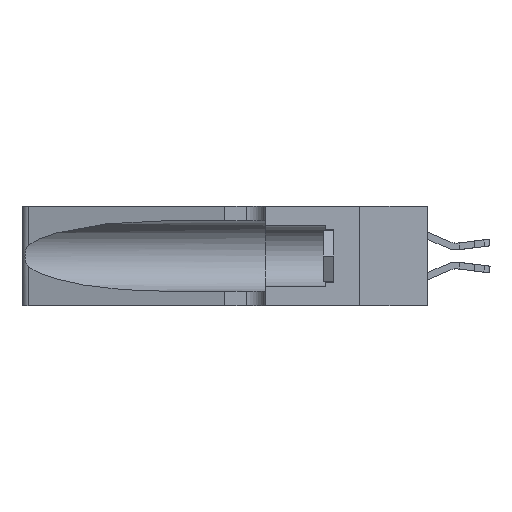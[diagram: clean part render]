
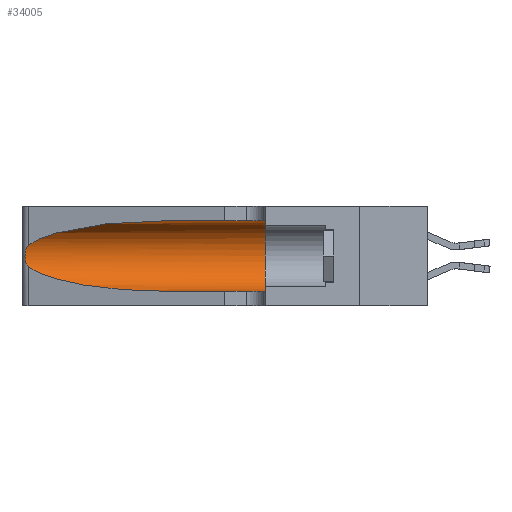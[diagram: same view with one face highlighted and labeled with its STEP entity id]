
A CAD part, left-side view. The second image highlights one B-rep face of the part: STEP entity #34005.
In plain terms, the highlighted cylindrical face has radius 3.308 mm (diameter 6.617 mm), a partial arc.
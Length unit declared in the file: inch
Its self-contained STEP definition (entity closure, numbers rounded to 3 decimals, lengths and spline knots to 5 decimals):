
#146 = DIRECTION ( 'NONE',  ( 0., 1., 0. ) ) ;
#1592 = EDGE_LOOP ( 'NONE', ( #29565, #31858, #23529, #21082, #15415, #15231 ) ) ;
#2114 = CARTESIAN_POINT ( 'NONE',  ( 0.26075, 1.23896, 0.19203 ) ) ;
#3283 = VECTOR ( 'NONE', #23840, 39.37008 ) ;
#4566 = CARTESIAN_POINT ( 'NONE',  ( 0.1305, 0.35, 0.31525 ) ) ;
#4755 = CARTESIAN_POINT ( 'NONE',  ( 0.25856, 1.23593, 0.16098 ) ) ;
#4868 = CARTESIAN_POINT ( 'NONE',  ( 0.25639, 1.23184, 0.21858 ) ) ;
#4987 = CARTESIAN_POINT ( 'NONE',  ( 0.25854, 1.2359, 0.20912 ) ) ;
#5291 = VERTEX_POINT ( 'NONE', #6164 ) ;
#5563 = AXIS2_PLACEMENT_3D ( 'NONE', #24944, #146, #24092 ) ;
#6164 = CARTESIAN_POINT ( 'NONE',  ( 0.1305, 0.35, 0.05475 ) ) ;
#7379 =( BOUNDED_CURVE ( )  B_SPLINE_CURVE ( 3, ( #28695, #12881, #31361, #15515 ),
 .UNSPECIFIED., .F., .F. ) 
 B_SPLINE_CURVE_WITH_KNOTS ( ( 4, 4 ),
 ( 3.44316, 4.71239 ),
 .UNSPECIFIED. ) 
 CURVE ( )  GEOMETRIC_REPRESENTATION_ITEM ( )  RATIONAL_B_SPLINE_CURVE ( ( 1., 0.87, 0.87, 1. ) ) 
 REPRESENTATION_ITEM ( '' )  );
#7645 = CARTESIAN_POINT ( 'NONE',  ( 0.26017, 1.23833, 0.17102 ) ) ;
#8661 = DIRECTION ( 'NONE',  ( 0., 0., -1. ) ) ;
#10058 = CYLINDRICAL_SURFACE ( 'NONE', #13890, 0.13025 ) ;
#10283 = CARTESIAN_POINT ( 'NONE',  ( 0.26018, 1.23835, 0.19895 ) ) ;
#10669 = CARTESIAN_POINT ( 'NONE',  ( 0.25487, 1.22718, 0.14631 ) ) ;
#11316 = EDGE_CURVE ( 'NONE', #18697, #17861, #24686, .T. ) ;
#11405 = CARTESIAN_POINT ( 'NONE',  ( 0.1305, 1.61858, 0.31525 ) ) ;
#11421 = EDGE_CURVE ( 'NONE', #15638, #5291, #29839, .T. ) ;
#12059 = VECTOR ( 'NONE', #25041, 39.37008 ) ;
#12696 = EDGE_CURVE ( 'NONE', #17861, #18458, #7379, .T. ) ;
#12881 = CARTESIAN_POINT ( 'NONE',  ( 0.2373, 1.15595, 0.08982 ) ) ;
#12946 = CARTESIAN_POINT ( 'NONE',  ( 0.25555, 1.22993, 0.14849 ) ) ;
#13890 = AXIS2_PLACEMENT_3D ( 'NONE', #29990, #21956, #8661 ) ;
#13946 = CARTESIAN_POINT ( 'NONE',  ( 0.18966, 0.96281, 0.31525 ) ) ;
#14650 = CARTESIAN_POINT ( 'NONE',  ( 0.2373, 1.15595, 0.28018 ) ) ;
#15231 = ORIENTED_EDGE ( 'NONE', *, *, #22699, .F. ) ;
#15253 = CARTESIAN_POINT ( 'NONE',  ( 0.25787, 1.23484, 0.2124 ) ) ;
#15278 = LINE ( 'NONE', #34156, #3283 ) ;
#15415 = ORIENTED_EDGE ( 'NONE', *, *, #11421, .F. ) ;
#15515 = CARTESIAN_POINT ( 'NONE',  ( 0.1305, 0.72297, 0.05475 ) ) ;
#15638 = VERTEX_POINT ( 'NONE', #4566 ) ;
#17861 = VERTEX_POINT ( 'NONE', #10669 ) ;
#18458 = VERTEX_POINT ( 'NONE', #29078 ) ;
#18697 = VERTEX_POINT ( 'NONE', #19254 ) ;
#19254 = CARTESIAN_POINT ( 'NONE',  ( 0.25487, 1.22718, 0.22369 ) ) ;
#19363 = CARTESIAN_POINT ( 'NONE',  ( 0.25487, 1.22718, 0.22369 ) ) ;
#20697 = CARTESIAN_POINT ( 'NONE',  ( 0.25487, 1.22718, 0.22369 ) ) ;
#20805 = CARTESIAN_POINT ( 'NONE',  ( 0.25555, 1.22994, 0.2215 ) ) ;
#21082 = ORIENTED_EDGE ( 'NONE', *, *, #24934, .T. ) ;
#21956 = DIRECTION ( 'NONE',  ( 0., -1., 0. ) ) ;
#22602 = VERTEX_POINT ( 'NONE', #29403 ) ;
#22699 = EDGE_CURVE ( 'NONE', #22602, #15638, #24023, .T. ) ;
#23444 = CARTESIAN_POINT ( 'NONE',  ( 0.26075, 1.23896, 0.178 ) ) ;
#23529 = ORIENTED_EDGE ( 'NONE', *, *, #12696, .T. ) ;
#23840 = DIRECTION ( 'NONE',  ( 0., -1., 0. ) ) ;
#24023 = LINE ( 'NONE', #11405, #12059 ) ;
#24092 = DIRECTION ( 'NONE',  ( 0., 0., 1. ) ) ;
#24653 = CARTESIAN_POINT ( 'NONE',  ( 0.1305, 0.72297, 0.31525 ) ) ;
#24665 = EDGE_CURVE ( 'NONE', #22602, #18697, #28322, .T. ) ;
#24686 = B_SPLINE_CURVE_WITH_KNOTS ( 'NONE', 3,
 ( #20697, #20805, #4868, #15253, #4987, #10283, #2114, #23444, #7645, #4755, #26114, #28766, #12946, #31424 ),
 .UNSPECIFIED., .F., .F.,
 ( 4, 2, 2, 2, 2, 2, 4 ),
 ( 0., 0.00027, 0.00053, 0.00107, 0.0016, 0.00187, 0.00214 ),
 .UNSPECIFIED. ) ;
#24934 = EDGE_CURVE ( 'NONE', #18458, #5291, #15278, .T. ) ;
#24944 = CARTESIAN_POINT ( 'NONE',  ( 0.1305, 0.35, 0.185 ) ) ;
#25041 = DIRECTION ( 'NONE',  ( 0., -1., 0. ) ) ;
#26114 = CARTESIAN_POINT ( 'NONE',  ( 0.25789, 1.23486, 0.15765 ) ) ;
#26953 = FACE_OUTER_BOUND ( 'NONE', #1592, .T. ) ;
#28322 =( BOUNDED_CURVE ( )  B_SPLINE_CURVE ( 3, ( #24653, #13946, #14650, #19363 ),
 .UNSPECIFIED., .F., .F. ) 
 B_SPLINE_CURVE_WITH_KNOTS ( ( 4, 4 ),
 ( 1.5708, 2.84003 ),
 .UNSPECIFIED. ) 
 CURVE ( )  GEOMETRIC_REPRESENTATION_ITEM ( )  RATIONAL_B_SPLINE_CURVE ( ( 1., 0.87, 0.87, 1. ) ) 
 REPRESENTATION_ITEM ( '' )  );
#28695 = CARTESIAN_POINT ( 'NONE',  ( 0.25487, 1.22718, 0.14631 ) ) ;
#28766 = CARTESIAN_POINT ( 'NONE',  ( 0.25639, 1.23186, 0.15144 ) ) ;
#29078 = CARTESIAN_POINT ( 'NONE',  ( 0.1305, 0.72297, 0.05475 ) ) ;
#29403 = CARTESIAN_POINT ( 'NONE',  ( 0.1305, 0.72297, 0.31525 ) ) ;
#29565 = ORIENTED_EDGE ( 'NONE', *, *, #24665, .T. ) ;
#29839 = CIRCLE ( 'NONE', #5563, 0.13025 ) ;
#29990 = CARTESIAN_POINT ( 'NONE',  ( 0.1305, 1.61858, 0.185 ) ) ;
#31361 = CARTESIAN_POINT ( 'NONE',  ( 0.18966, 0.96281, 0.05475 ) ) ;
#31424 = CARTESIAN_POINT ( 'NONE',  ( 0.25487, 1.22718, 0.14631 ) ) ;
#31858 = ORIENTED_EDGE ( 'NONE', *, *, #11316, .T. ) ;
#34005 = ADVANCED_FACE ( 'NONE', ( #26953 ), #10058, .F. ) ;
#34156 = CARTESIAN_POINT ( 'NONE',  ( 0.1305, 1.61858, 0.05475 ) ) ;
